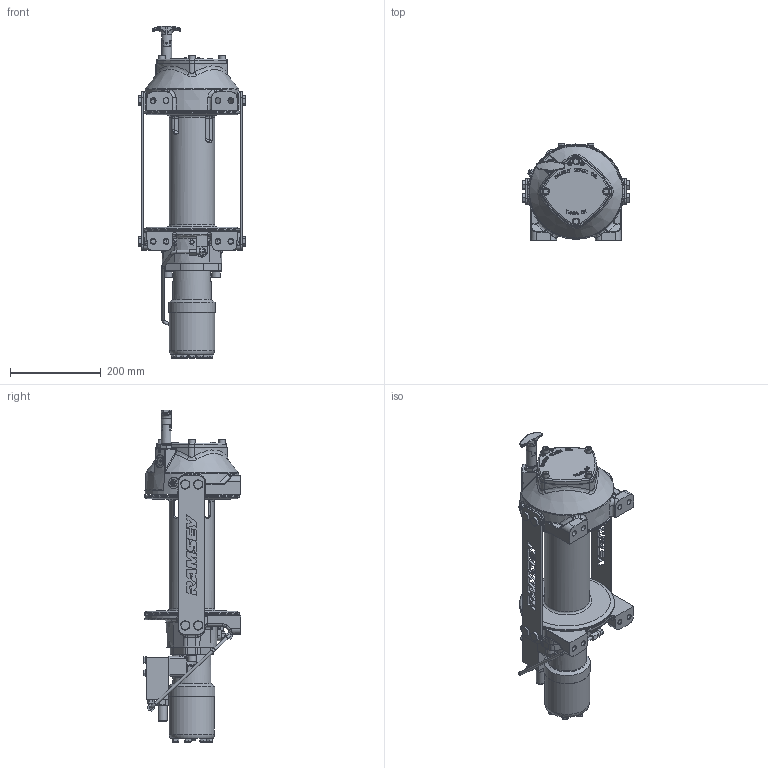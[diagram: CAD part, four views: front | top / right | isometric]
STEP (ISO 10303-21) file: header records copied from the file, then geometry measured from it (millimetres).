
FILE_DESCRIPTION(/* description */ ('STEP AP203'),/* implementation_level */ '2;1');
FILE_NAME(/* name */ '640-683_Ramsey_HD-P-42-m.stp',/* time_stamp */ '2018-01-22T14:12:22+01:00',/* author */ ('lang1ph'),/* organization */ ('Microsoft'),/* preprocessor_version */ 'ST-DEVELOPER v17',/* originating_system */ 'Autodesk Inventor 2018',/* authorisation */ '');
FILE_SCHEMA (('AUTOMOTIVE_DESIGN { 1 0 10303 214 3 1 1 }'));
Length unit declared in the file: millimetre
Products named in the file (1): 640-683_Ramsey_HD-P-42-m
Bounding box: 236.52 x 214.93 x 732.88 mm (x, y, z)
Volume: 84.7 mm3; surface area: 621380.1 mm2
Topology: 1 solids, 76 shells, 1489 faces, 4357 edges, 2846 vertices
Faces by surface type: plane 713, cylinder 257, bspline 256, cone 175, torus 78, sphere 10
Full cylindrical faces by diameter (mm): 1.27 x1, 2.286 x1, 3.175 x1, 6.35 x5, 8.236 x2, 9.093 x2, 9.169 x2, 9.525 x2, 11.112 x1, 11.113 x1, 12.7 x7, 14.3 x4, 14.551 x1, 14.665 x7, 15.875 x7, 16.51 x2, 17.475 x1, 18.542 x1, 19.05 x10, 19.812 x1, 22.225 x4, 25.4 x1, 28.575 x2, 84.902 x1, 100 x1, 100.076 x1, 102.108 x1, 210.058 x2
Entity records: 84433 total; most frequent: CARTESIAN_POINT 45631, ORIENTED_EDGE 7647, DIRECTION 7227, EDGE_CURVE 4346, VERTEX_POINT 2846, AXIS2_PLACEMENT_3D 2546, LINE 2135, VECTOR 2135
